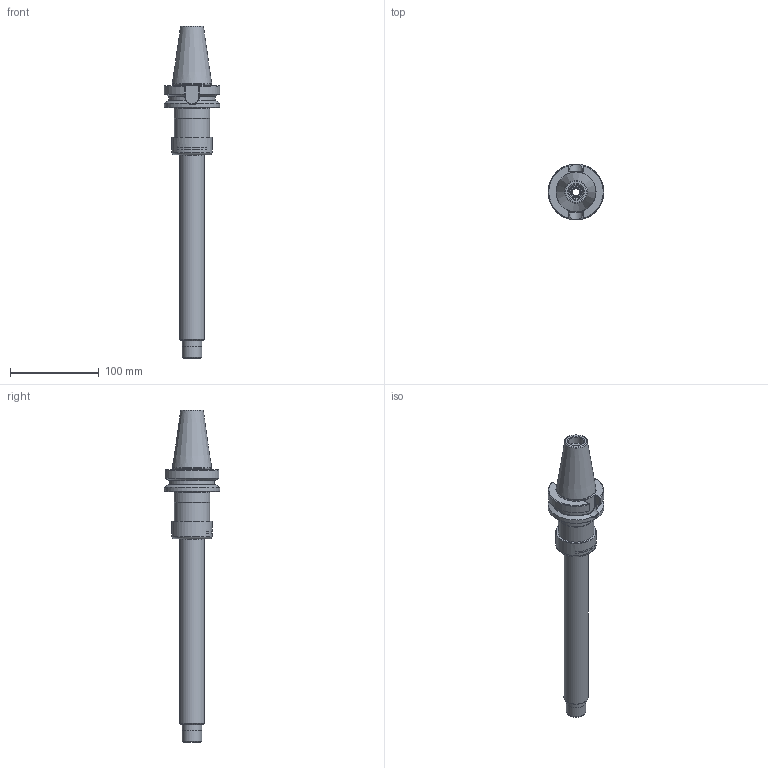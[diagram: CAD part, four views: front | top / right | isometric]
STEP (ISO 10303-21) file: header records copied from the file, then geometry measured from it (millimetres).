
FILE_DESCRIPTION(/* description */ (''),/* implementation_level */ '2;1');
FILE_NAME(/* name */ '884113150.stp',/* time_stamp */ '2023-03-15T12:03:25',/* author */ ('Ratnasingam Jekanthan'),/* organization */ ('REGO-FIX'),/* preprocessor_version */ ' Unknown',/* originating_system */ 'SIEMENS PLM Software Solid Edge ST10',/* authorization */ 'Unknown');
FILE_SCHEMA (('AUTOMOTIVE_DESIGN { 1 0 10303 214 2 1 1}'));
Length unit declared in the file: millimetre
Products named in the file (1): NOCUT
Bounding box: 63 x 63 x 374.9 mm (x, y, z)
Volume: 303650.1 mm3; surface area: 65003.3 mm2
Topology: 1 solids, 3 shells, 144 faces, 337 edges, 208 vertices
Faces by surface type: plane 50, cone 35, cylinder 34, torus 23, bspline 2
Full cylindrical faces by diameter (mm): 8.376 x1, 8.5 x1, 10 x1, 10.5 x1, 13.835 x2, 17 x1, 22 x2, 23.8 x1, 24.7 x1, 25 x1, 28 x1, 29 x1, 33 x1, 34 x1, 38.376 x1, 40 x1, 40.05 x1, 40.5 x1, 43.3 x1, 45.65 x1, 63 x1
Entity records: 4778 total; most frequent: CARTESIAN_POINT 822, DIRECTION 628, ORIENTED_EDGE 500, AXIS2_PLACEMENT_3D 278, EDGE_CURVE 250, EDGE_LOOP 228, FACE_BOUND 228, VERTEX_POINT 190
